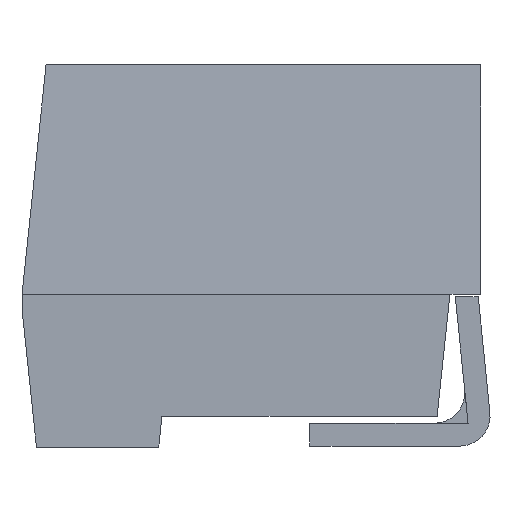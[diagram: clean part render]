
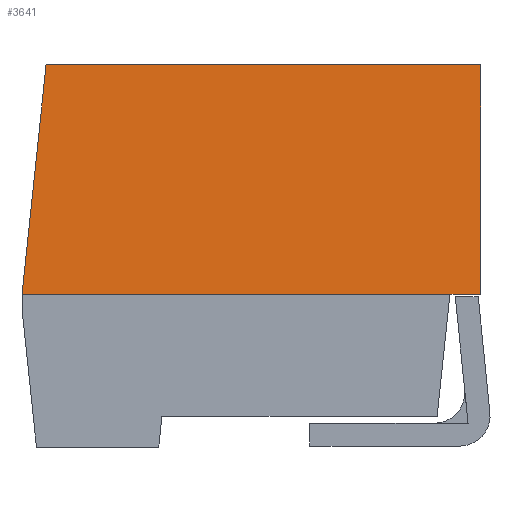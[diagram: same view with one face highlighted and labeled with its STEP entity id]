
A CAD part, front view. The second image highlights one B-rep face of the part: STEP entity #3641.
In plain terms, the highlighted face is planar.
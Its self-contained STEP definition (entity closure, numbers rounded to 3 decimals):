
#3370 = VERTEX_POINT('',#3371);
#3371 = CARTESIAN_POINT('',(1.421,1.,6.8));
#3378 = PLANE('',#3379);
#3379 = AXIS2_PLACEMENT_3D('',#3380,#3381,#3382);
#3380 = CARTESIAN_POINT('',(1.221,1.,0.));
#3381 = DIRECTION('',(0.,1.,0.));
#3382 = DIRECTION('',(1.,0.,0.));
#3390 = PLANE('',#3391);
#3391 = AXIS2_PLACEMENT_3D('',#3392,#3393,#3394);
#3392 = CARTESIAN_POINT('',(1.421,1.,0.));
#3393 = DIRECTION('',(-1.,0.,0.));
#3394 = DIRECTION('',(0.,1.,0.));
#3431 = VERTEX_POINT('',#3432);
#3432 = CARTESIAN_POINT('',(1.221,1.,6.8));
#3458 = EDGE_CURVE('',#3370,#3431,#3459,.T.);
#3459 = SURFACE_CURVE('',#3460,(#3464,#3471),.PCURVE_S1.);
#3460 = LINE('',#3461,#3462);
#3461 = CARTESIAN_POINT('',(1.321,1.,6.8));
#3462 = VECTOR('',#3463,1.);
#3463 = DIRECTION('',(-1.,0.,0.));
#3464 = PCURVE('',#3378,#3465);
#3465 = DEFINITIONAL_REPRESENTATION('',(#3466),#3470);
#3466 = LINE('',#3467,#3468);
#3467 = CARTESIAN_POINT('',(0.1,-6.8));
#3468 = VECTOR('',#3469,1.);
#3469 = DIRECTION('',(-1.,0.));
#3470 = ( GEOMETRIC_REPRESENTATION_CONTEXT(2) 
PARAMETRIC_REPRESENTATION_CONTEXT() REPRESENTATION_CONTEXT('2D SPACE',''
  ) );
#3471 = PCURVE('',#3472,#3477);
#3472 = PLANE('',#3473);
#3473 = AXIS2_PLACEMENT_3D('',#3474,#3475,#3476);
#3474 = CARTESIAN_POINT('',(1.421,1.75,6.75));
#3475 = DIRECTION('',(0.,0.067,
    0.998));
#3476 = DIRECTION('',(-1.,0.,0.));
#3477 = DEFINITIONAL_REPRESENTATION('',(#3478),#3482);
#3478 = LINE('',#3479,#3480);
#3479 = CARTESIAN_POINT('',(0.1,0.752));
#3480 = VECTOR('',#3481,1.);
#3481 = DIRECTION('',(1.,0.));
#3482 = ( GEOMETRIC_REPRESENTATION_CONTEXT(2) 
PARAMETRIC_REPRESENTATION_CONTEXT() REPRESENTATION_CONTEXT('2D SPACE',''
  ) );
#3488 = EDGE_CURVE('',#3489,#3370,#3491,.T.);
#3489 = VERTEX_POINT('',#3490);
#3490 = CARTESIAN_POINT('',(1.421,2.5,6.7));
#3491 = SURFACE_CURVE('',#3492,(#3496,#3503),.PCURVE_S1.);
#3492 = LINE('',#3493,#3494);
#3493 = CARTESIAN_POINT('',(1.421,1.601,6.76
    ));
#3494 = VECTOR('',#3495,1.);
#3495 = DIRECTION('',(0.,-0.998,0.067));
#3496 = PCURVE('',#3390,#3497);
#3497 = DEFINITIONAL_REPRESENTATION('',(#3498),#3502);
#3498 = LINE('',#3499,#3500);
#3499 = CARTESIAN_POINT('',(0.601,-6.76));
#3500 = VECTOR('',#3501,1.);
#3501 = DIRECTION('',(-0.998,-0.067));
#3502 = ( GEOMETRIC_REPRESENTATION_CONTEXT(2) 
PARAMETRIC_REPRESENTATION_CONTEXT() REPRESENTATION_CONTEXT('2D SPACE',''
  ) );
#3503 = PCURVE('',#3472,#3504);
#3504 = DEFINITIONAL_REPRESENTATION('',(#3505),#3509);
#3505 = LINE('',#3506,#3507);
#3506 = CARTESIAN_POINT('',(0.,0.15));
#3507 = VECTOR('',#3508,1.);
#3508 = DIRECTION('',(0.,1.));
#3509 = ( GEOMETRIC_REPRESENTATION_CONTEXT(2) 
PARAMETRIC_REPRESENTATION_CONTEXT() REPRESENTATION_CONTEXT('2D SPACE',''
  ) );
#3527 = PLANE('',#3528);
#3528 = AXIS2_PLACEMENT_3D('',#3529,#3530,#3531);
#3529 = CARTESIAN_POINT('',(1.421,2.5,0.));
#3530 = DIRECTION('',(0.,-1.,0.));
#3531 = DIRECTION('',(-1.,0.,0.));
#3608 = PLANE('',#3609);
#3609 = AXIS2_PLACEMENT_3D('',#3610,#3611,#3612);
#3610 = CARTESIAN_POINT('',(-1.421,2.5,0.));
#3611 = DIRECTION('',(0.995,-0.105,0.)
  );
#3612 = DIRECTION('',(-0.105,-0.995,0.
    ));
#3641 = ADVANCED_FACE('',(#3642),#3472,.T.);
#3642 = FACE_BOUND('',#3643,.T.);
#3643 = EDGE_LOOP('',(#3644,#3645,#3668,#3691,#3717));
#3644 = ORIENTED_EDGE('',*,*,#3488,.F.);
#3645 = ORIENTED_EDGE('',*,*,#3646,.T.);
#3646 = EDGE_CURVE('',#3489,#3647,#3649,.T.);
#3647 = VERTEX_POINT('',#3648);
#3648 = CARTESIAN_POINT('',(-1.421,2.5,6.7));
#3649 = SURFACE_CURVE('',#3650,(#3654,#3661),.PCURVE_S1.);
#3650 = LINE('',#3651,#3652);
#3651 = CARTESIAN_POINT('',(1.421,2.5,6.7));
#3652 = VECTOR('',#3653,1.);
#3653 = DIRECTION('',(-1.,0.,0.));
#3654 = PCURVE('',#3472,#3655);
#3655 = DEFINITIONAL_REPRESENTATION('',(#3656),#3660);
#3656 = LINE('',#3657,#3658);
#3657 = CARTESIAN_POINT('',(0.,-0.752));
#3658 = VECTOR('',#3659,1.);
#3659 = DIRECTION('',(1.,0.));
#3660 = ( GEOMETRIC_REPRESENTATION_CONTEXT(2) 
PARAMETRIC_REPRESENTATION_CONTEXT() REPRESENTATION_CONTEXT('2D SPACE',''
  ) );
#3661 = PCURVE('',#3527,#3662);
#3662 = DEFINITIONAL_REPRESENTATION('',(#3663),#3667);
#3663 = LINE('',#3664,#3665);
#3664 = CARTESIAN_POINT('',(0.,-6.7));
#3665 = VECTOR('',#3666,1.);
#3666 = DIRECTION('',(1.,0.));
#3667 = ( GEOMETRIC_REPRESENTATION_CONTEXT(2) 
PARAMETRIC_REPRESENTATION_CONTEXT() REPRESENTATION_CONTEXT('2D SPACE',''
  ) );
#3668 = ORIENTED_EDGE('',*,*,#3669,.T.);
#3669 = EDGE_CURVE('',#3647,#3670,#3672,.T.);
#3670 = VERTEX_POINT('',#3671);
#3671 = CARTESIAN_POINT('',(-1.579,1.,6.8));
#3672 = SURFACE_CURVE('',#3673,(#3677,#3684),.PCURVE_S1.);
#3673 = LINE('',#3674,#3675);
#3674 = CARTESIAN_POINT('',(-1.422,2.496,
    6.7));
#3675 = VECTOR('',#3676,1.);
#3676 = DIRECTION('',(-0.104,-0.992,0.066
    ));
#3677 = PCURVE('',#3472,#3678);
#3678 = DEFINITIONAL_REPRESENTATION('',(#3679),#3683);
#3679 = LINE('',#3680,#3681);
#3680 = CARTESIAN_POINT('',(2.843,-0.748));
#3681 = VECTOR('',#3682,1.);
#3682 = DIRECTION('',(0.104,0.995));
#3683 = ( GEOMETRIC_REPRESENTATION_CONTEXT(2) 
PARAMETRIC_REPRESENTATION_CONTEXT() REPRESENTATION_CONTEXT('2D SPACE',''
  ) );
#3684 = PCURVE('',#3608,#3685);
#3685 = DEFINITIONAL_REPRESENTATION('',(#3686),#3690);
#3686 = LINE('',#3687,#3688);
#3687 = CARTESIAN_POINT('',(0.004,-6.7));
#3688 = VECTOR('',#3689,1.);
#3689 = DIRECTION('',(0.998,-0.066));
#3690 = ( GEOMETRIC_REPRESENTATION_CONTEXT(2) 
PARAMETRIC_REPRESENTATION_CONTEXT() REPRESENTATION_CONTEXT('2D SPACE',''
  ) );
#3691 = ORIENTED_EDGE('',*,*,#3692,.F.);
#3692 = EDGE_CURVE('',#3431,#3670,#3693,.T.);
#3693 = SURFACE_CURVE('',#3694,(#3698,#3705),.PCURVE_S1.);
#3694 = LINE('',#3695,#3696);
#3695 = CARTESIAN_POINT('',(1.421,1.,6.8));
#3696 = VECTOR('',#3697,1.);
#3697 = DIRECTION('',(-1.,0.,0.));
#3698 = PCURVE('',#3472,#3699);
#3699 = DEFINITIONAL_REPRESENTATION('',(#3700),#3704);
#3700 = LINE('',#3701,#3702);
#3701 = CARTESIAN_POINT('',(0.,0.752));
#3702 = VECTOR('',#3703,1.);
#3703 = DIRECTION('',(1.,0.));
#3704 = ( GEOMETRIC_REPRESENTATION_CONTEXT(2) 
PARAMETRIC_REPRESENTATION_CONTEXT() REPRESENTATION_CONTEXT('2D SPACE',''
  ) );
#3705 = PCURVE('',#3706,#3711);
#3706 = PLANE('',#3707);
#3707 = AXIS2_PLACEMENT_3D('',#3708,#3709,#3710);
#3708 = CARTESIAN_POINT('',(-0.097,1.307,6.8));
#3709 = DIRECTION('',(0.,0.,-1.));
#3710 = DIRECTION('',(0.,1.,0.));
#3711 = DEFINITIONAL_REPRESENTATION('',(#3712),#3716);
#3712 = LINE('',#3713,#3714);
#3713 = CARTESIAN_POINT('',(-0.307,1.519));
#3714 = VECTOR('',#3715,1.);
#3715 = DIRECTION('',(0.,-1.));
#3716 = ( GEOMETRIC_REPRESENTATION_CONTEXT(2) 
PARAMETRIC_REPRESENTATION_CONTEXT() REPRESENTATION_CONTEXT('2D SPACE',''
  ) );
#3717 = ORIENTED_EDGE('',*,*,#3458,.F.);
